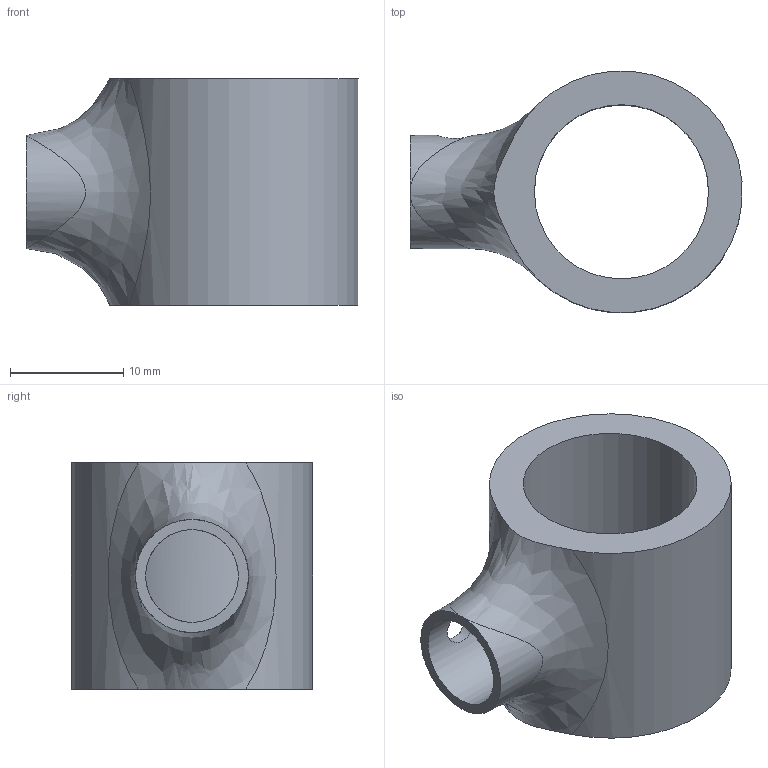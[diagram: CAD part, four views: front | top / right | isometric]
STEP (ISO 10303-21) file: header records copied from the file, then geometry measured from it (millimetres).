
FILE_DESCRIPTION(/* description */ (''),/* implementation_level */ '2;1');
FILE_NAME(/* name */ 'Camera cross beam v1.step',/* time_stamp */ '2025-12-19T12:46:32+05:30',/* author */ (''),/* organization */ (''),/* preprocessor_version */ 'ST-DEVELOPER v20.1',/* originating_system */ 'Autodesk Translation Framework v14.21.0.0',/* authorisation */ '');
FILE_SCHEMA (('AUTOMOTIVE_DESIGN { 1 0 10303 214 3 1 1 }'));
Length unit declared in the file: millimetre
Products named in the file (1): Camera cross beam
Bounding box: 29.36 x 21.34 x 20 mm (x, y, z)
Volume: 3925.5 mm3; surface area: 3118.8 mm2
Topology: 1 solids, 1 shells, 11 faces, 29 edges, 19 vertices
Faces by surface type: cylinder 7, plane 3, bspline 1
Full cylindrical faces by diameter (mm): 3.2 x1, 8.2 x1, 15.4 x1
Entity records: 710 total; most frequent: CARTESIAN_POINT 423, ORIENTED_EDGE 58, DIRECTION 42, EDGE_CURVE 29, VERTEX_POINT 19, AXIS2_PLACEMENT_3D 19, B_SPLINE_CURVE_WITH_KNOTS 17, EDGE_LOOP 14
